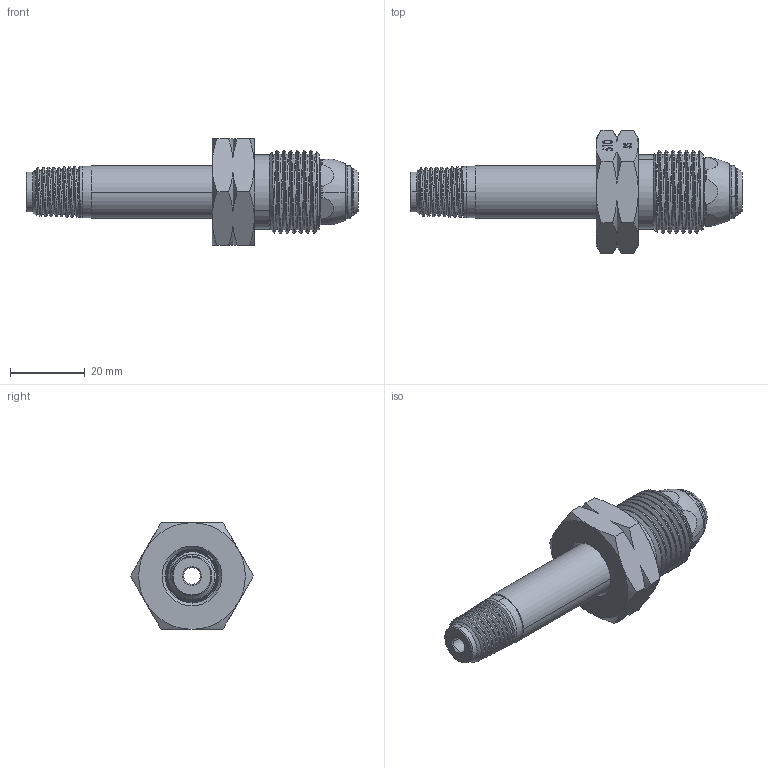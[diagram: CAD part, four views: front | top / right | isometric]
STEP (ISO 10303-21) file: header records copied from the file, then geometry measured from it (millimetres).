
FILE_DESCRIPTION (( 'STEP AP203' ), '1' );
FILE_NAME ('INL-510SS-4M-56V.STEP', '2024-11-18T12:48:07', ( '' ), ( '' ), 'SwSTEP 2.0', 'SolidWorks 2018', '' );
FILE_SCHEMA (( 'CONFIG_CONTROL_DESIGN' ));
Length unit declared in the file: inch
Products named in the file (4): PRT-000001; PRT-000103; INL-510SS-4M-56V; PRT-000133
Assembly tree (3 placements, depth 2):
  INL-510SS-4M-56V
    PRT-000133
    PRT-000001
    PRT-000103
Bounding box: 88.9 x 33 x 28.57 mm (x, y, z)
Volume: 21625 mm3; surface area: 11214.4 mm2
Topology: 3 solids, 3 shells, 216 faces, 553 edges, 350 vertices
Faces by surface type: cone 68, bspline 53, plane 41, cylinder 32, torus 22
Entity records: 15323 total; most frequent: CARTESIAN_POINT 10218, ORIENTED_EDGE 1106, DIRECTION 784, EDGE_CURVE 553, VERTEX_POINT 350, AXIS2_PLACEMENT_3D 298, EDGE_LOOP 229, FACE_OUTER_BOUND 216
